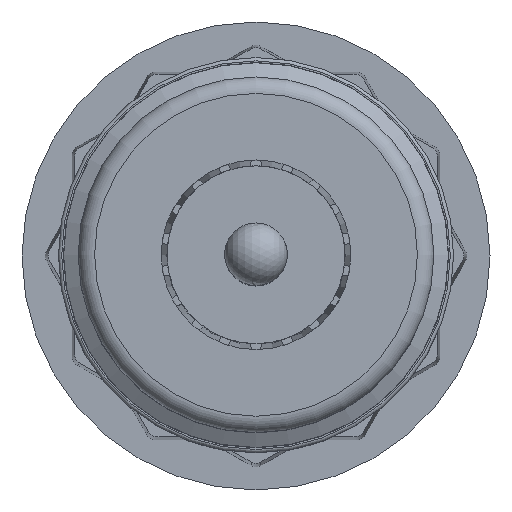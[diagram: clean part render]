
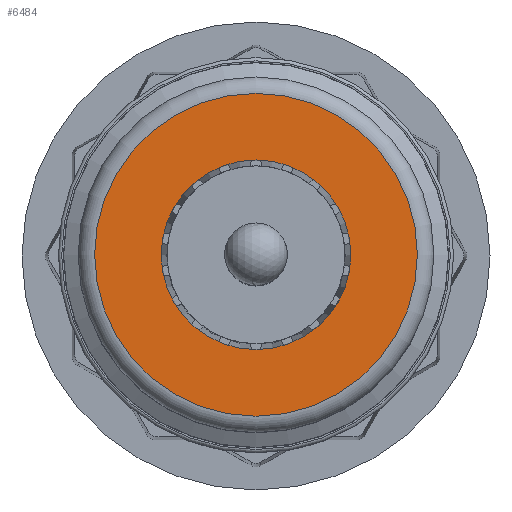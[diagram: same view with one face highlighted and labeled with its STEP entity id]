
A CAD part, top view. The second image highlights one B-rep face of the part: STEP entity #6484.
In plain terms, the highlighted planar face has unit normal (0, 0, 1).
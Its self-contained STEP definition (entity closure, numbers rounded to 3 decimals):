
#166 = DIRECTION ( 'NONE',  ( -1., 0., 0. ) ) ;
#393 = EDGE_CURVE ( 'NONE', #4177, #4177, #1363, .T. ) ;
#934 = PLANE ( 'NONE',  #3845 ) ;
#1065 = EDGE_LOOP ( 'NONE', ( #4918 ) ) ;
#1164 = FACE_OUTER_BOUND ( 'NONE', #5963, .T. ) ;
#1204 = DIRECTION ( 'NONE',  ( 1., 0., 0. ) ) ;
#1207 = DIRECTION ( 'NONE',  ( 0., 0., 1. ) ) ;
#1363 = CIRCLE ( 'NONE', #3594, 4.9 ) ;
#1492 = DIRECTION ( 'NONE',  ( 0., 0., -1. ) ) ;
#1506 = VERTEX_POINT ( 'NONE', #1892 ) ;
#1783 = CIRCLE ( 'NONE', #3564, 2.879 ) ;
#1892 = CARTESIAN_POINT ( 'NONE',  ( 2.879, 0., 24. ) ) ;
#3294 = EDGE_CURVE ( 'NONE', #1506, #1506, #1783, .T. ) ;
#3564 = AXIS2_PLACEMENT_3D ( 'NONE', #4893, #5430, #1204 ) ;
#3594 = AXIS2_PLACEMENT_3D ( 'NONE', #5960, #1207, #166 ) ;
#3845 = AXIS2_PLACEMENT_3D ( 'NONE', #6779, #1492, #4203 ) ;
#4080 = FACE_BOUND ( 'NONE', #1065, .T. ) ;
#4177 = VERTEX_POINT ( 'NONE', #6272 ) ;
#4203 = DIRECTION ( 'NONE',  ( -1., 0., 0. ) ) ;
#4893 = CARTESIAN_POINT ( 'NONE',  ( 0., 0., 24. ) ) ;
#4918 = ORIENTED_EDGE ( 'NONE', *, *, #3294, .F. ) ;
#5430 = DIRECTION ( 'NONE',  ( 0., 0., 1. ) ) ;
#5634 = ORIENTED_EDGE ( 'NONE', *, *, #393, .T. ) ;
#5960 = CARTESIAN_POINT ( 'NONE',  ( 0., 0., 24. ) ) ;
#5963 = EDGE_LOOP ( 'NONE', ( #5634 ) ) ;
#6272 = CARTESIAN_POINT ( 'NONE',  ( -4.9, 0., 24. ) ) ;
#6484 = ADVANCED_FACE ( 'NONE', ( #1164, #4080 ), #934, .F. ) ;
#6779 = CARTESIAN_POINT ( 'NONE',  ( 0., 5.4, 24. ) ) ;
